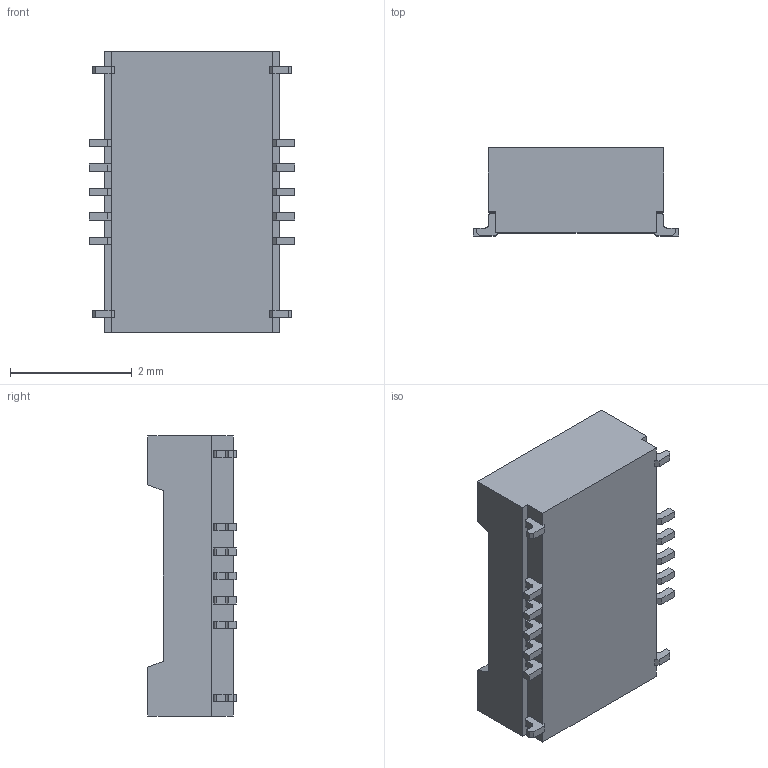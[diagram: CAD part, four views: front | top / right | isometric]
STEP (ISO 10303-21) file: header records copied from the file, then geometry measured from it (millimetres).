
FILE_DESCRIPTION(('CoCreate Modeling STEP Export'),'2;1');
FILE_NAME('DF40B-10DS_0724.stp','2010-07-24T11:55:46',(''),(''),'CoCreate Modeling STEP processor for AP214 (Solid Model)','CoCreate Modeling 17.0 01-Apr-2010 (C) Parametric Technology GmbH','');
FILE_SCHEMA(('AUTOMOTIVE_DESIGN { 1 0 10303 214 1 1 1 1 }'));
Length unit declared in the file: millimetre
Products named in the file (1): case
Bounding box: 3.38 x 1.45 x 4.6 mm (x, y, z)
Volume: 11.7 mm3; surface area: 64.9 mm2
Topology: 1 solids, 1 shells, 299 faces, 804 edges, 528 vertices
Faces by surface type: plane 241, cylinder 48, bspline 10
Entity records: 9244 total; most frequent: CARTESIAN_POINT 1812, ORIENTED_EDGE 1608, DIRECTION 1410, EDGE_CURVE 804, VECTOR 678, LINE 678, VERTEX_POINT 528, AXIS2_PLACEMENT_3D 366
